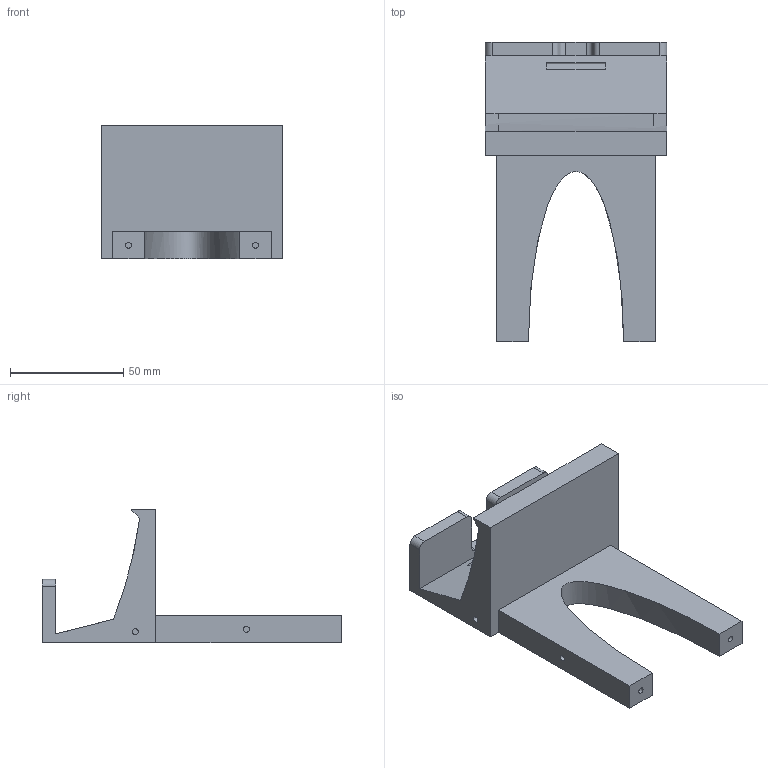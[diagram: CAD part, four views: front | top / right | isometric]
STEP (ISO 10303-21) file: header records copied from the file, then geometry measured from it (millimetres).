
FILE_DESCRIPTION(/* description */ (''),/* implementation_level */ '2;1');
FILE_NAME(/* name */ 'camera_mount_HP_E240c_Body.stp',/* time_stamp */ '2020-08-03T12:06:01-04:00',/* author */ ('Jcurr'),/* organization */ (''),/* preprocessor_version */ 'ST-DEVELOPER v17',/* originating_system */ 'Autodesk Inventor 2019',/* authorisation */ '');
FILE_SCHEMA (('AUTOMOTIVE_DESIGN { 1 0 10303 214 3 1 1 }'));
Length unit declared in the file: millimetre
Products named in the file (1): camera_mount_Dell
Bounding box: 80 x 132 x 59 mm (x, y, z)
Volume: 125390.3 mm3; surface area: 32819.6 mm2
Topology: 1 solids, 1 shells, 48 faces, 130 edges, 90 vertices
Faces by surface type: plane 29, cylinder 15, bspline 3, cone 1
Full cylindrical faces by diameter (mm): 2.621 x5
Entity records: 1656 total; most frequent: CARTESIAN_POINT 373, ORIENTED_EDGE 260, DIRECTION 257, EDGE_CURVE 130, VERTEX_POINT 90, AXIS2_PLACEMENT_3D 87, LINE 83, VECTOR 83
